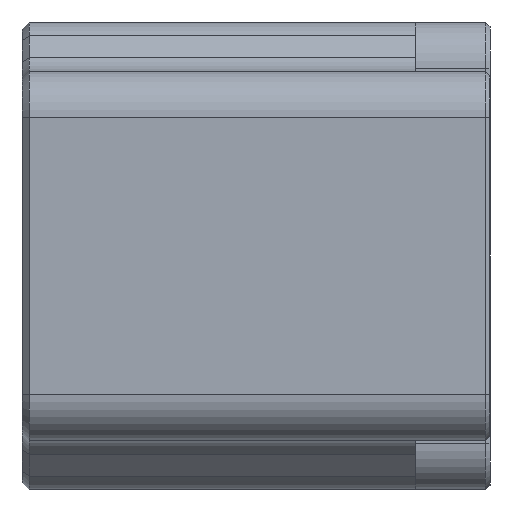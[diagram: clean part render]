
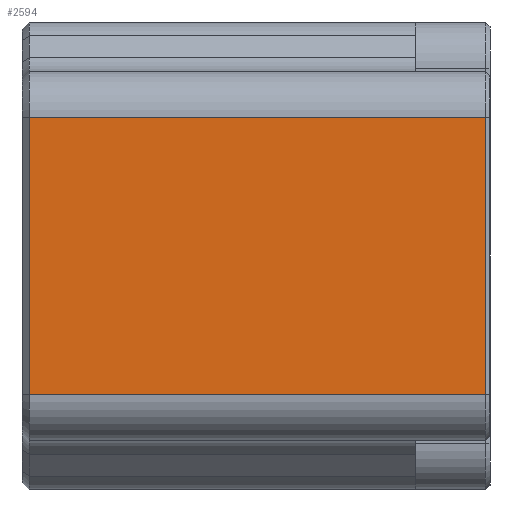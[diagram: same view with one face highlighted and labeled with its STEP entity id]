
A CAD part, left-side view. The second image highlights one B-rep face of the part: STEP entity #2594.
In plain terms, the highlighted planar face has unit normal (-1, 0, 0).
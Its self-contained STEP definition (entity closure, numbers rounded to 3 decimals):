
#63 = VERTEX_POINT ( 'NONE', #2013 ) ;
#138 = EDGE_LOOP ( 'NONE', ( #2792, #954, #1680, #2461 ) ) ;
#191 = CARTESIAN_POINT ( 'NONE',  ( -40., 19.7, -5.9 ) ) ;
#244 = CARTESIAN_POINT ( 'NONE',  ( -40., 0.2, 5.9 ) ) ;
#376 = DIRECTION ( 'NONE',  ( 0., 1., 0. ) ) ;
#401 = CARTESIAN_POINT ( 'NONE',  ( -40., 19.7, 10. ) ) ;
#551 = VECTOR ( 'NONE', #3506, 1000. ) ;
#700 = DIRECTION ( 'NONE',  ( 0., 0., -1. ) ) ;
#757 = VERTEX_POINT ( 'NONE', #191 ) ;
#782 = EDGE_CURVE ( 'NONE', #757, #63, #803, .T. ) ;
#803 = LINE ( 'NONE', #1039, #2509 ) ;
#908 = AXIS2_PLACEMENT_3D ( 'NONE', #1495, #935, #1462 ) ;
#935 = DIRECTION ( 'NONE',  ( 1., 0., 0. ) ) ;
#949 = EDGE_CURVE ( 'NONE', #63, #1873, #3042, .T. ) ;
#954 = ORIENTED_EDGE ( 'NONE', *, *, #949, .T. ) ;
#1039 = CARTESIAN_POINT ( 'NONE',  ( -40., 0., -5.9 ) ) ;
#1284 = LINE ( 'NONE', #401, #1582 ) ;
#1452 = CARTESIAN_POINT ( 'NONE',  ( -40., 0.2, 10. ) ) ;
#1462 = DIRECTION ( 'NONE',  ( 0., 0., -1. ) ) ;
#1495 = CARTESIAN_POINT ( 'NONE',  ( -40., 20., 10. ) ) ;
#1582 = VECTOR ( 'NONE', #700, 1000. ) ;
#1680 = ORIENTED_EDGE ( 'NONE', *, *, #2772, .T. ) ;
#1685 = PLANE ( 'NONE',  #908 ) ;
#1873 = VERTEX_POINT ( 'NONE', #244 ) ;
#1879 = DIRECTION ( 'NONE',  ( 0., -1., 0. ) ) ;
#2013 = CARTESIAN_POINT ( 'NONE',  ( -40., 0.2, -5.9 ) ) ;
#2019 = CARTESIAN_POINT ( 'NONE',  ( -40., 19.7, 5.9 ) ) ;
#2361 = FACE_OUTER_BOUND ( 'NONE', #138, .T. ) ;
#2461 = ORIENTED_EDGE ( 'NONE', *, *, #2813, .T. ) ;
#2509 = VECTOR ( 'NONE', #1879, 1000. ) ;
#2594 = ADVANCED_FACE ( 'NONE', ( #2361 ), #1685, .F. ) ;
#2772 = EDGE_CURVE ( 'NONE', #1873, #3119, #3332, .T. ) ;
#2792 = ORIENTED_EDGE ( 'NONE', *, *, #782, .T. ) ;
#2813 = EDGE_CURVE ( 'NONE', #3119, #757, #1284, .T. ) ;
#2992 = CARTESIAN_POINT ( 'NONE',  ( -40., 20., 5.9 ) ) ;
#3042 = LINE ( 'NONE', #1452, #551 ) ;
#3119 = VERTEX_POINT ( 'NONE', #2019 ) ;
#3332 = LINE ( 'NONE', #2992, #3367 ) ;
#3367 = VECTOR ( 'NONE', #376, 1000. ) ;
#3506 = DIRECTION ( 'NONE',  ( 0., 0., 1. ) ) ;
